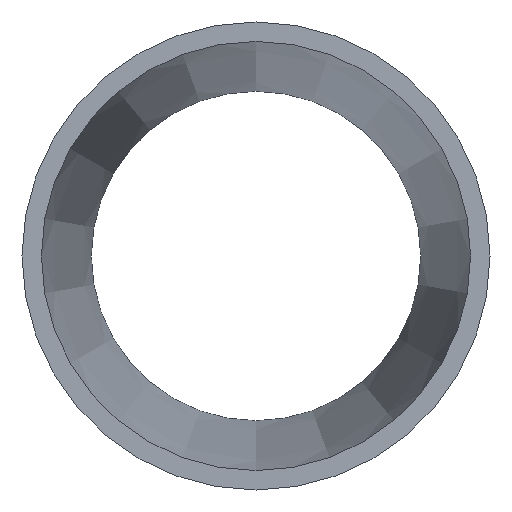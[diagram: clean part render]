
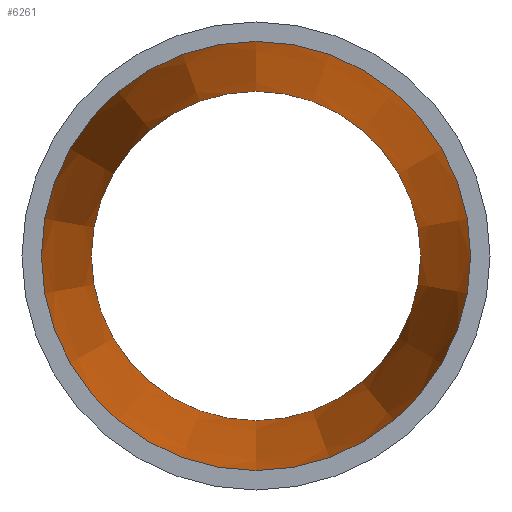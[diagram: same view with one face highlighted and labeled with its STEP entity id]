
A CAD part, front view. The second image highlights one B-rep face of the part: STEP entity #6261.
In plain terms, the highlighted conical face has half-angle 4.601 degrees and reference radius 22.143 mm.
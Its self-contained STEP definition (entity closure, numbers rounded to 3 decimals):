
#1591 = CARTESIAN_POINT ( 'NONE',  ( 0., 0., -22.144 ) ) ;
#3236 = VERTEX_POINT ( 'NONE', #8772 ) ;
#4230 = DIRECTION ( 'NONE',  ( 0., 0., -1. ) ) ;
#5865 = AXIS2_PLACEMENT_3D ( 'NONE', #22151, #13192, #4230 ) ;
#6190 = EDGE_CURVE ( 'NONE', #21155, #21155, #23303, .T. ) ;
#6261 = ADVANCED_FACE ( 'NONE', ( #14461, #18234 ), #18015, .F. ) ;
#8772 = CARTESIAN_POINT ( 'NONE',  ( 0., 64., -16.994 ) ) ;
#9166 = DIRECTION ( 'NONE',  ( 0., 0., -1. ) ) ;
#10002 = CIRCLE ( 'NONE', #5865, 16.994 ) ;
#12222 = DIRECTION ( 'NONE',  ( 0., -1., 0. ) ) ;
#13192 = DIRECTION ( 'NONE',  ( 0., -1., 0. ) ) ;
#13610 = EDGE_LOOP ( 'NONE', ( #16449 ) ) ;
#14002 = CARTESIAN_POINT ( 'NONE',  ( 0., 0., 0. ) ) ;
#14251 = AXIS2_PLACEMENT_3D ( 'NONE', #14002, #12222, #15512 ) ;
#14354 = EDGE_LOOP ( 'NONE', ( #23177 ) ) ;
#14461 = FACE_BOUND ( 'NONE', #14354, .T. ) ;
#15512 = DIRECTION ( 'NONE',  ( 0., 0., -1. ) ) ;
#16449 = ORIENTED_EDGE ( 'NONE', *, *, #6190, .T. ) ;
#16875 = AXIS2_PLACEMENT_3D ( 'NONE', #17876, #19899, #9166 ) ;
#17876 = CARTESIAN_POINT ( 'NONE',  ( 0., 0., 0. ) ) ;
#18015 = CONICAL_SURFACE ( 'NONE', #16875, 22.144, 0.08 ) ;
#18234 = FACE_OUTER_BOUND ( 'NONE', #13610, .T. ) ;
#19899 = DIRECTION ( 'NONE',  ( 0., -1., 0. ) ) ;
#20864 = EDGE_CURVE ( 'NONE', #3236, #3236, #10002, .T. ) ;
#21155 = VERTEX_POINT ( 'NONE', #1591 ) ;
#22151 = CARTESIAN_POINT ( 'NONE',  ( 0., 64., 0. ) ) ;
#23177 = ORIENTED_EDGE ( 'NONE', *, *, #20864, .F. ) ;
#23303 = CIRCLE ( 'NONE', #14251, 22.144 ) ;
